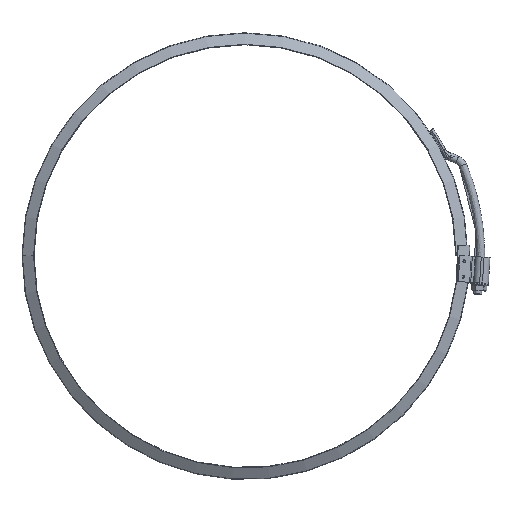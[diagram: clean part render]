
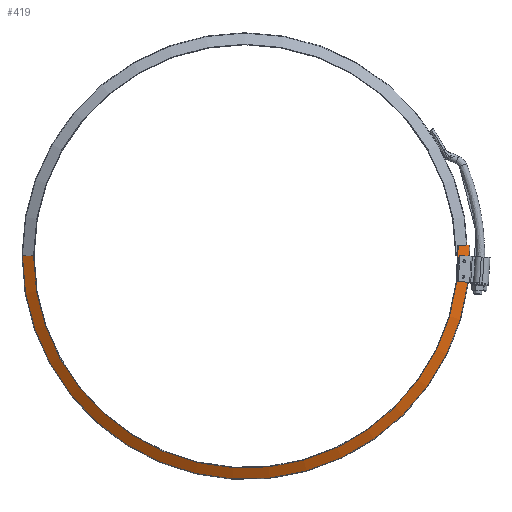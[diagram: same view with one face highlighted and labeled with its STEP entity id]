
A CAD part, top view. The second image highlights one B-rep face of the part: STEP entity #419.
In plain terms, the highlighted conical face has half-angle 60 degrees and reference radius 163.875 mm.
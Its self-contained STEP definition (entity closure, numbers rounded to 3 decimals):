
#273=CONICAL_SURFACE('',#2702,163.875,60.);
#419=ADVANCED_FACE('',(#593),#273,.T.);
#593=FACE_OUTER_BOUND('',#782,.T.);
#782=EDGE_LOOP('',(#1376,#1377,#1378,#1379));
#1376=ORIENTED_EDGE('',*,*,#1980,.T.);
#1377=ORIENTED_EDGE('',*,*,#1981,.T.);
#1378=ORIENTED_EDGE('',*,*,#1982,.F.);
#1379=ORIENTED_EDGE('',*,*,#1978,.F.);
#1662=VERTEX_POINT('',#5089);
#1663=VERTEX_POINT('',#5091);
#1664=VERTEX_POINT('',#5095);
#1665=VERTEX_POINT('',#5097);
#1978=EDGE_CURVE('',#1662,#1663,#2224,.T.);
#1980=EDGE_CURVE('',#1662,#1664,#2342,.T.);
#1981=EDGE_CURVE('',#1664,#1665,#2225,.T.);
#1982=EDGE_CURVE('',#1663,#1665,#2343,.T.);
#2224=CIRCLE('',#2699,163.875);
#2225=CIRCLE('',#2701,172.275);
#2342=LINE('',#5094,#2449);
#2343=LINE('',#5098,#2450);
#2449=VECTOR('',#3309,1.);
#2450=VECTOR('',#3312,1.);
#2699=AXIS2_PLACEMENT_3D('',#5090,#3304,#3305);
#2701=AXIS2_PLACEMENT_3D('',#5096,#3310,#3311);
#2702=AXIS2_PLACEMENT_3D('',#5099,#3313,#3314);
#3304=DIRECTION('',(0.,0.,1.));
#3305=DIRECTION('',(1.,0.,0.));
#3309=DIRECTION('',(-0.866,0.,-0.5));
#3310=DIRECTION('',(0.,0.,1.));
#3311=DIRECTION('',(1.,0.,0.));
#3312=DIRECTION('',(0.865,0.04,-0.5));
#3313=DIRECTION('',(0.,0.,-1.));
#3314=DIRECTION('',(-1.,0.,0.));
#5089=CARTESIAN_POINT('',(-163.075,0.,8.086));
#5090=CARTESIAN_POINT('',(0.8,0.,8.086));
#5091=CARTESIAN_POINT('',(164.499,7.587,8.086));
#5094=CARTESIAN_POINT('',(-163.075,0.,8.086));
#5095=CARTESIAN_POINT('',(-171.475,0.,3.236));
#5096=CARTESIAN_POINT('',(0.8,0.,3.236));
#5097=CARTESIAN_POINT('',(172.89,7.976,3.236));
#5098=CARTESIAN_POINT('',(164.499,7.587,8.086));
#5099=CARTESIAN_POINT('',(0.8,0.,8.086));
